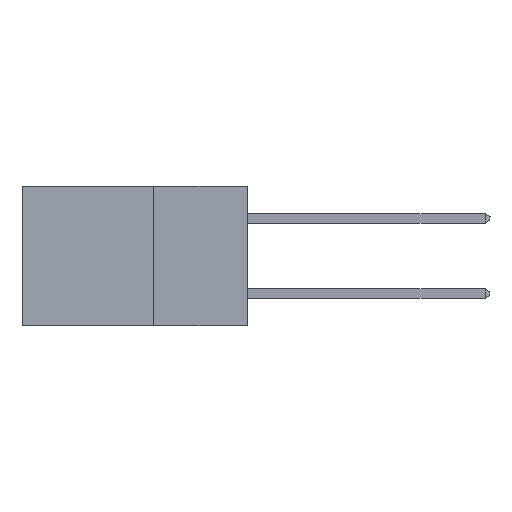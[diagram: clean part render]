
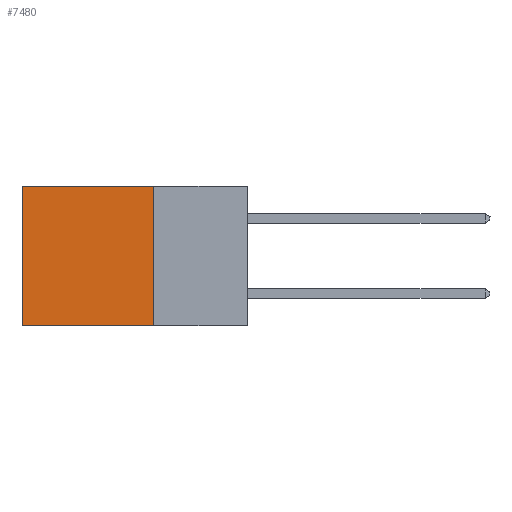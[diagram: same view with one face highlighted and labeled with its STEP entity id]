
A CAD part, left-side view. The second image highlights one B-rep face of the part: STEP entity #7480.
In plain terms, the highlighted planar face has unit normal (-1, 0, 0).
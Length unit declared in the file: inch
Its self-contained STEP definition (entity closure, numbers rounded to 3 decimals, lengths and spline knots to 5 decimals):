
#470 = EDGE_CURVE ( 'NONE', #2879, #17149, #12405, .T. ) ;
#655 = VECTOR ( 'NONE', #18661, 39.37008 ) ;
#719 = FACE_OUTER_BOUND ( 'NONE', #15966, .T. ) ;
#1647 = CARTESIAN_POINT ( 'NONE',  ( 0.298, 0.25, -0.37 ) ) ;
#2879 = VERTEX_POINT ( 'NONE', #19013 ) ;
#3413 = CARTESIAN_POINT ( 'NONE',  ( 0.298, 0.25, -0.37 ) ) ;
#4660 = CARTESIAN_POINT ( 'NONE',  ( 0.298, 0.25, 0. ) ) ;
#5072 = LINE ( 'NONE', #1647, #5997 ) ;
#5997 = VECTOR ( 'NONE', #12005, 39.37008 ) ;
#6052 = EDGE_CURVE ( 'NONE', #7442, #17149, #5072, .T. ) ;
#6329 = CARTESIAN_POINT ( 'NONE',  ( 0.298, 0.6, -0.37 ) ) ;
#6341 = VECTOR ( 'NONE', #7887, 39.37008 ) ;
#7391 = EDGE_CURVE ( 'NONE', #12372, #7442, #14309, .T. ) ;
#7442 = VERTEX_POINT ( 'NONE', #3413 ) ;
#7480 = ADVANCED_FACE ( 'NONE', ( #719 ), #16643, .F. ) ;
#7634 = DIRECTION ( 'NONE',  ( 0., 0., -1. ) ) ;
#7887 = DIRECTION ( 'NONE',  ( 0., 1., 0. ) ) ;
#7893 = CARTESIAN_POINT ( 'NONE',  ( 0.298, 0.25, 0. ) ) ;
#9393 = ORIENTED_EDGE ( 'NONE', *, *, #7391, .F. ) ;
#9490 = CARTESIAN_POINT ( 'NONE',  ( 0.298, 0.25, 0. ) ) ;
#10498 = LINE ( 'NONE', #16636, #6341 ) ;
#12005 = DIRECTION ( 'NONE',  ( 0., 1., 0. ) ) ;
#12372 = VERTEX_POINT ( 'NONE', #9490 ) ;
#12405 = LINE ( 'NONE', #18843, #655 ) ;
#12926 = ORIENTED_EDGE ( 'NONE', *, *, #18896, .T. ) ;
#14309 = LINE ( 'NONE', #4660, #16342 ) ;
#14409 = AXIS2_PLACEMENT_3D ( 'NONE', #7893, #15049, #18121 ) ;
#14641 = ORIENTED_EDGE ( 'NONE', *, *, #6052, .F. ) ;
#15049 = DIRECTION ( 'NONE',  ( 1., 0., 0. ) ) ;
#15966 = EDGE_LOOP ( 'NONE', ( #17439, #14641, #9393, #12926 ) ) ;
#16342 = VECTOR ( 'NONE', #7634, 39.37008 ) ;
#16636 = CARTESIAN_POINT ( 'NONE',  ( 0.298, 0.25, 0. ) ) ;
#16643 = PLANE ( 'NONE',  #14409 ) ;
#17149 = VERTEX_POINT ( 'NONE', #6329 ) ;
#17439 = ORIENTED_EDGE ( 'NONE', *, *, #470, .T. ) ;
#18121 = DIRECTION ( 'NONE',  ( 0., 0., -1. ) ) ;
#18661 = DIRECTION ( 'NONE',  ( 0., 0., -1. ) ) ;
#18843 = CARTESIAN_POINT ( 'NONE',  ( 0.298, 0.6, 0. ) ) ;
#18896 = EDGE_CURVE ( 'NONE', #12372, #2879, #10498, .T. ) ;
#19013 = CARTESIAN_POINT ( 'NONE',  ( 0.298, 0.6, 0. ) ) ;
